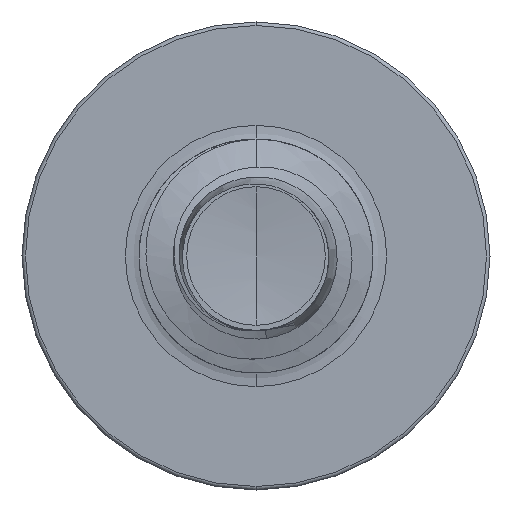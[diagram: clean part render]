
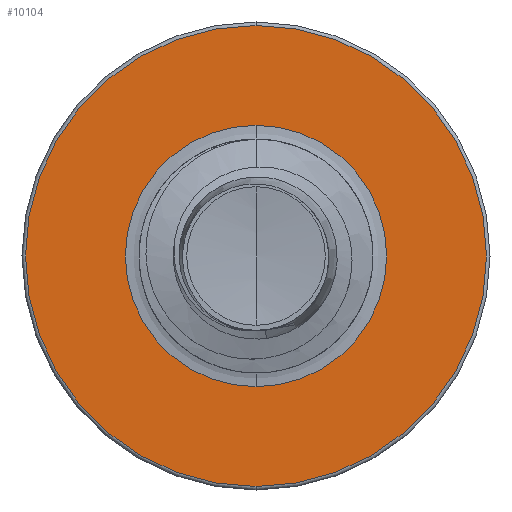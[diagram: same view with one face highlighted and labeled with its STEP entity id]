
A CAD part, front view. The second image highlights one B-rep face of the part: STEP entity #10104.
In plain terms, the highlighted planar face has unit normal (0, -1, 0).
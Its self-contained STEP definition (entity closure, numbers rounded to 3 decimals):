
#45 = EDGE_CURVE ( 'NONE', #2437, #6171, #6226, .T. ) ;
#222 = ORIENTED_EDGE ( 'NONE', *, *, #9216, .T. ) ;
#474 = ORIENTED_EDGE ( 'NONE', *, *, #45, .T. ) ;
#695 = AXIS2_PLACEMENT_3D ( 'NONE', #3559, #10551, #4762 ) ;
#745 = CARTESIAN_POINT ( 'NONE',  ( 0., 2.5, -0.558 ) ) ;
#1896 = FACE_OUTER_BOUND ( 'NONE', #5019, .T. ) ;
#1990 = DIRECTION ( 'NONE',  ( 0., 1., 0. ) ) ;
#2211 = CARTESIAN_POINT ( 'NONE',  ( 0., 2.5, -0.985 ) ) ;
#2437 = VERTEX_POINT ( 'NONE', #5568 ) ;
#2468 = DIRECTION ( 'NONE',  ( 0., 1., 0. ) ) ;
#2527 = DIRECTION ( 'NONE',  ( 0., 1., 0. ) ) ;
#3559 = CARTESIAN_POINT ( 'NONE',  ( 0., 2.5, 0. ) ) ;
#3599 = AXIS2_PLACEMENT_3D ( 'NONE', #9013, #2527, #9898 ) ;
#4762 = DIRECTION ( 'NONE',  ( 0., 0., 1. ) ) ;
#4962 = EDGE_CURVE ( 'NONE', #9287, #7670, #11391, .T. ) ;
#5019 = EDGE_LOOP ( 'NONE', ( #6803, #7215 ) ) ;
#5568 = CARTESIAN_POINT ( 'NONE',  ( 0., 2.5, -0.558 ) ) ;
#6171 = VERTEX_POINT ( 'NONE', #13451 ) ;
#6226 = CIRCLE ( 'NONE', #10595, 0.558 ) ;
#6803 = ORIENTED_EDGE ( 'NONE', *, *, #4962, .F. ) ;
#7215 = ORIENTED_EDGE ( 'NONE', *, *, #13462, .F. ) ;
#7645 = FACE_BOUND ( 'NONE', #12510, .T. ) ;
#7670 = VERTEX_POINT ( 'NONE', #2211 ) ;
#8069 = PLANE ( 'NONE',  #9328 ) ;
#8070 = CIRCLE ( 'NONE', #9017, 0.985 ) ;
#8961 = CARTESIAN_POINT ( 'NONE',  ( 0., 2.5, 0. ) ) ;
#9013 = CARTESIAN_POINT ( 'NONE',  ( 0., 2.5, 0. ) ) ;
#9017 = AXIS2_PLACEMENT_3D ( 'NONE', #8961, #2468, #9852 ) ;
#9121 = CARTESIAN_POINT ( 'NONE',  ( 0., 2.5, 0. ) ) ;
#9153 = DIRECTION ( 'NONE',  ( 0., 1., 0. ) ) ;
#9156 = DIRECTION ( 'NONE',  ( 0., 0., 1. ) ) ;
#9216 = EDGE_CURVE ( 'NONE', #6171, #2437, #9374, .T. ) ;
#9287 = VERTEX_POINT ( 'NONE', #13525 ) ;
#9328 = AXIS2_PLACEMENT_3D ( 'NONE', #745, #1990, #9533 ) ;
#9374 = CIRCLE ( 'NONE', #695, 0.558 ) ;
#9533 = DIRECTION ( 'NONE',  ( 0., 0., 1. ) ) ;
#9852 = DIRECTION ( 'NONE',  ( 0., 0., 1. ) ) ;
#9898 = DIRECTION ( 'NONE',  ( 0., 0., 1. ) ) ;
#10104 = ADVANCED_FACE ( 'NONE', ( #1896, #7645 ), #8069, .F. ) ;
#10551 = DIRECTION ( 'NONE',  ( 0., 1., 0. ) ) ;
#10595 = AXIS2_PLACEMENT_3D ( 'NONE', #9121, #9153, #9156 ) ;
#11391 = CIRCLE ( 'NONE', #3599, 0.985 ) ;
#12510 = EDGE_LOOP ( 'NONE', ( #222, #474 ) ) ;
#13451 = CARTESIAN_POINT ( 'NONE',  ( 0., 2.5, 0.558 ) ) ;
#13462 = EDGE_CURVE ( 'NONE', #7670, #9287, #8070, .T. ) ;
#13525 = CARTESIAN_POINT ( 'NONE',  ( 0., 2.5, 0.985 ) ) ;
